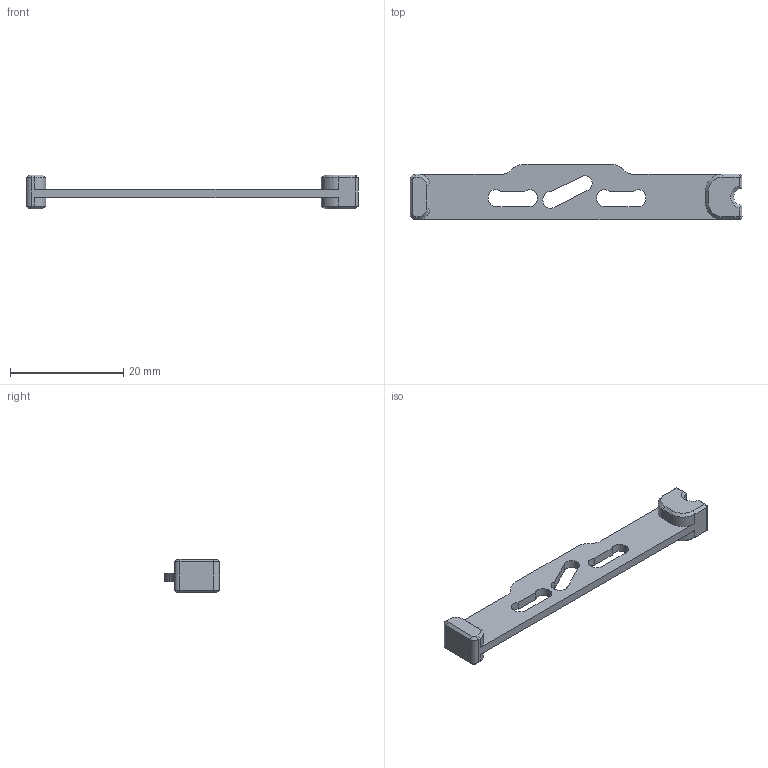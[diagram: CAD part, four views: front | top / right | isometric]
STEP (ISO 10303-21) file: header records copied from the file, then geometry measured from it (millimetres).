
FILE_DESCRIPTION(/* description */ (''),/* implementation_level */ '2;1');
FILE_NAME(/* name */ 'tirette avec boutons.step',/* time_stamp */ '2022-11-11T11:37:21+01:00',/* author */ (''),/* organization */ (''),/* preprocessor_version */ 'ST-DEVELOPER v19.2',/* originating_system */ 'Autodesk Translation Framework v11.17.0.187',/* authorisation */ '');
FILE_SCHEMA (('AUTOMOTIVE_DESIGN { 1 0 10303 214 3 1 1 }'));
Length unit declared in the file: millimetre
Products named in the file (2): QD Plate home made; Tirette
Assembly tree (1 placements, depth 2):
  QD Plate home made
    Tirette
Bounding box: 58.73 x 9.75 x 6 mm (x, y, z)
Volume: 948.5 mm3; surface area: 1345.1 mm2
Topology: 1 solids, 1 shells, 92 faces, 234 edges, 140 vertices
Faces by surface type: plane 46, cylinder 28, cone 18
Entity records: 2808 total; most frequent: DIRECTION 486, CARTESIAN_POINT 477, ORIENTED_EDGE 460, EDGE_CURVE 230, AXIS2_PLACEMENT_3D 165, LINE 156, VECTOR 156, VERTEX_POINT 140
